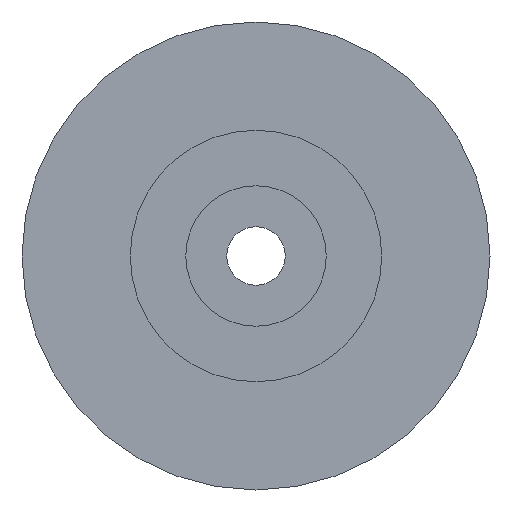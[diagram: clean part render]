
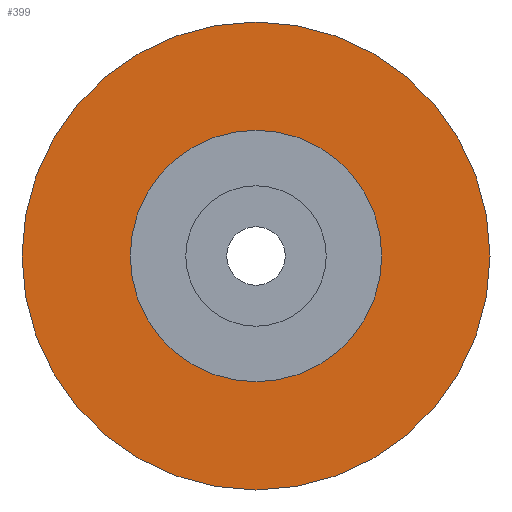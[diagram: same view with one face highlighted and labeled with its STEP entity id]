
A CAD part, left-side view. The second image highlights one B-rep face of the part: STEP entity #399.
In plain terms, the highlighted planar face has unit normal (-1, 0, 0).
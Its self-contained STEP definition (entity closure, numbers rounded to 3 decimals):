
#16 = DIRECTION ( 'NONE',  ( 0., 0., -1. ) ) ;
#41 = EDGE_CURVE ( 'NONE', #319, #319, #264, .T. ) ;
#66 = ORIENTED_EDGE ( 'NONE', *, *, #249, .F. ) ;
#98 = CARTESIAN_POINT ( 'NONE',  ( -6.5, 0., 0. ) ) ;
#118 = PLANE ( 'NONE',  #147 ) ;
#147 = AXIS2_PLACEMENT_3D ( 'NONE', #221, #359, #16 ) ;
#153 = DIRECTION ( 'NONE',  ( 0., 0., 1. ) ) ;
#221 = CARTESIAN_POINT ( 'NONE',  ( -6.5, 21.5, 0. ) ) ;
#239 = AXIS2_PLACEMENT_3D ( 'NONE', #251, #255, #153 ) ;
#249 = EDGE_CURVE ( 'NONE', #307, #307, #417, .T. ) ;
#251 = CARTESIAN_POINT ( 'NONE',  ( -6.5, 0., 0. ) ) ;
#255 = DIRECTION ( 'NONE',  ( -1., 0., 0. ) ) ;
#264 = CIRCLE ( 'NONE', #285, 40. ) ;
#285 = AXIS2_PLACEMENT_3D ( 'NONE', #98, #299, #343 ) ;
#289 = ORIENTED_EDGE ( 'NONE', *, *, #41, .T. ) ;
#299 = DIRECTION ( 'NONE',  ( -1., 0., 0. ) ) ;
#307 = VERTEX_POINT ( 'NONE', #444 ) ;
#319 = VERTEX_POINT ( 'NONE', #413 ) ;
#338 = EDGE_LOOP ( 'NONE', ( #289 ) ) ;
#343 = DIRECTION ( 'NONE',  ( 0., 0., 1. ) ) ;
#359 = DIRECTION ( 'NONE',  ( 1., 0., 0. ) ) ;
#361 = FACE_BOUND ( 'NONE', #397, .T. ) ;
#397 = EDGE_LOOP ( 'NONE', ( #66 ) ) ;
#399 = ADVANCED_FACE ( 'NONE', ( #361, #428 ), #118, .F. ) ;
#413 = CARTESIAN_POINT ( 'NONE',  ( -6.5, 0., 40. ) ) ;
#417 = CIRCLE ( 'NONE', #239, 21.5 ) ;
#428 = FACE_OUTER_BOUND ( 'NONE', #338, .T. ) ;
#444 = CARTESIAN_POINT ( 'NONE',  ( -6.5, 0., 21.5 ) ) ;
